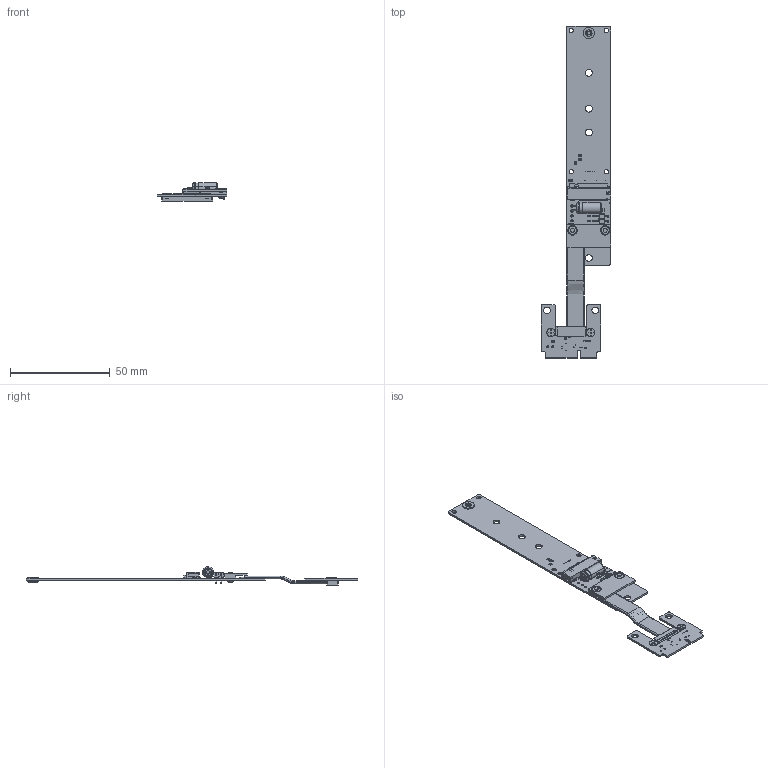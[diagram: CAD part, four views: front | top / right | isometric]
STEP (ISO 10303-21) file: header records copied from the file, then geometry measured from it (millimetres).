
FILE_DESCRIPTION(('Open CASCADE Model'),'2;1');
FILE_NAME('Open CASCADE Shape Model','2019-09-21T11:13:46',('Author'),( 'Open CASCADE'),'Open CASCADE STEP processor 6.8','Open CASCADE 6.8' ,'Unknown');
FILE_SCHEMA(('AUTOMOTIVE_DESIGN { 1 0 10303 214 1 1 1 1 }'));
Length unit declared in the file: millimetre
Products named in the file (52): PCB; Board; Open CASCADE STEP translator 6.8 30.1.1; R3; D1; LED_AP1608; R2; R1; Q1; SOT-23; Free-Models; RP44S-PAD; G0033_RGB9411503; Hexagon_nut_ISO_4032_(DIN_934)_-_M2_RGB9411503; bg075-02x-1-0600-0300-0150-x-x_revd; BG075-Insulator; BG075-1-0600-0300-0150-pin; c-1-2199119-3-a1-3d_RGB4404530; Tape_22x5_RGB0; CAP_RAD_D5x11_POL_BK; G0042; G0030_RGB12967653; Tape14x5_RGB0; RP11S-PAD; G0030_RGB14277081; cable13pin-43q_RGB4078660
Assembly tree (59 placements, depth 4):
  PCB
    Board
      Open CASCADE STEP translator 6.8 30.1.1
    R3
    D1
      LED_AP1608
    R2
    R1
    Q1
      SOT-23
    Free-Models
      RP44S-PAD
      G0033_RGB9411503  x2
      Hexagon_nut_ISO_4032_(DIN_934)_-_M2_RGB9411503  x4
      bg075-02x-1-0600-0300-0150-x-x_revd
        BG075-Insulator  x2
        BG075-1-0600-0300-0150-pin  x2
      c-1-2199119-3-a1-3d_RGB4404530
      Tape_22x5_RGB0
      CAP_RAD_D5x11_POL_BK
      G0042  x2
      G0030_RGB12967653
      Tape14x5_RGB0
      RP11S-PAD
      G0030_RGB14277081  x2
      cable13pin-43q_RGB4078660
      cable13pin-43q_RGB4078660
      cable13pin-43q_RGB4078660
      cable13pin-43q_RGB4078660
      cable13pin-43q_RGB4078660
      cable13pin-43q_RGB4078660
      cable13pin-43q_RGB4078660
      cable13pin-43q_RGB4078660
      cable13pin-43q_RGB4078660
      cable13pin-43q_RGB4078660
      cable13pin-43q_RGB4078660
      cable13pin-43q_RGB4078660
      cable13pin-43q_RGB4078660
      cable13pin-43q_RGB4078660
      cable13pin-43q_RGB4078660
      cable13pin-43q_RGB4078660
      cable13pin-43q_RGB4078660
      cable13pin-43q_RGB4078660
      cable13pin-43q_RGB4078660
      cable13pin-43q_RGB4078660
      cable13pin-43q_RGB4078660
      cable13pin-43q_RGB4078660
      cable13pin-43q_RGB4078660
      cable13pin-43q_RGB4078660
      cable13pin-43q_RGB4078660
      cable13pin-43q_RGB4078660
      cable13pin-43q_RGB4078660
Bounding box: 34.99 x 166.76 x 9.25 mm (x, y, z)
Volume: 4971.9 mm3; surface area: 12025.5 mm2
Topology: 58 solids, 58 shells, 2936 faces, 7913 edges, 5213 vertices
Faces by surface type: plane 1856, cylinder 756, bspline 230, cone 52, torus 38, revolution 4
Full cylindrical faces by diameter (mm): 0.254 x111, 0.4 x65, 0.5 x2, 0.6 x53, 0.9 x4, 1.1 x1, 1.2 x4, 1.6 x1, 2.2 x12, 3.2 x2, 3.3 x2, 3.4 x5, 4.1 x1, 4.125 x2, 4.8 x4, 5.76 x2
Entity records: 121351 total; most frequent: CARTESIAN_POINT 28274, ORIENTED_EDGE 15050, DIRECTION 13582, EDGE_CURVE 7525, LINE 5398, VECTOR 5398, VERTEX_POINT 4974, AXIS2_PLACEMENT_3D 4091
